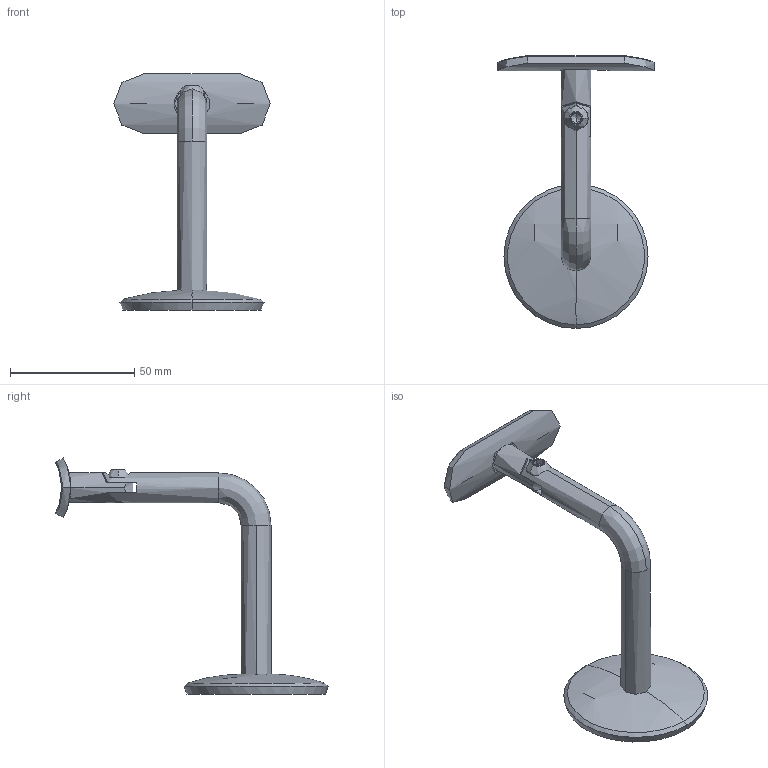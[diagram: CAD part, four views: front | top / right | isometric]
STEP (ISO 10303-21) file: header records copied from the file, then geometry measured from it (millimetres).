
FILE_DESCRIPTION (( 'STEP AP203' ), '1' );
FILE_NAME ('50220-240.STEP', '2020-09-16T06:46:02', ( '' ), ( '' ), 'SwSTEP 2.0', 'SolidWorks 2018', '' );
FILE_SCHEMA (( 'CONFIG_CONTROL_DESIGN' ));
Length unit declared in the file: millimetre
Products named in the file (15): DIN-7991 M3-M10_DIN7991 M6x12; DIN 7380_DIN 7380 M6x10; 50220-240 Teil1; 50220-240 Teil2; DIN 7380; 50220-240 Teil3; DIN-7991 M3-M10; 50220-240 Teil3_50243-240 Teil2; 50220-240 Teil2_50243-240 Teil1; 50220-240; 50220-240 Teil4_60182-240; 50220-240 Teil1_53704-240; 50220-240 Teil4
Assembly tree (10 placements, depth 2):
  50220-240 Teil1
  50220-240 Teil2
  50220-240 Teil3
  50220-240
    50220-240 Teil1_53704-240
    50220-240 Teil4_60182-240
    50220-240 Teil3_50243-240 Teil2
    50220-240 Teil2_50243-240 Teil1
    DIN-7991 M3-M10_DIN7991 M6x12  x2
    DIN 7380_DIN 7380 M6x10
  50220-240
    DIN 7380
    DIN-7991 M3-M10
    DIN-7991 M3-M10
Bounding box: 63 x 109.65 x 95 mm (x, y, z)
Volume: 30201.4 mm3; surface area: 17377.6 mm2
Topology: 7 solids, 7 shells, 382 faces, 963 edges, 615 vertices
Faces by surface type: plane 144, bspline 105, cylinder 60, cone 39, torus 32, sphere 2
Entity records: 18983 total; most frequent: CARTESIAN_POINT 10021, ORIENTED_EDGE 1800, DIRECTION 1098, EDGE_CURVE 900, VERTEX_POINT 580, B_SPLINE_CURVE_WITH_KNOTS 459, EDGE_LOOP 404, AXIS2_PLACEMENT_3D 387
